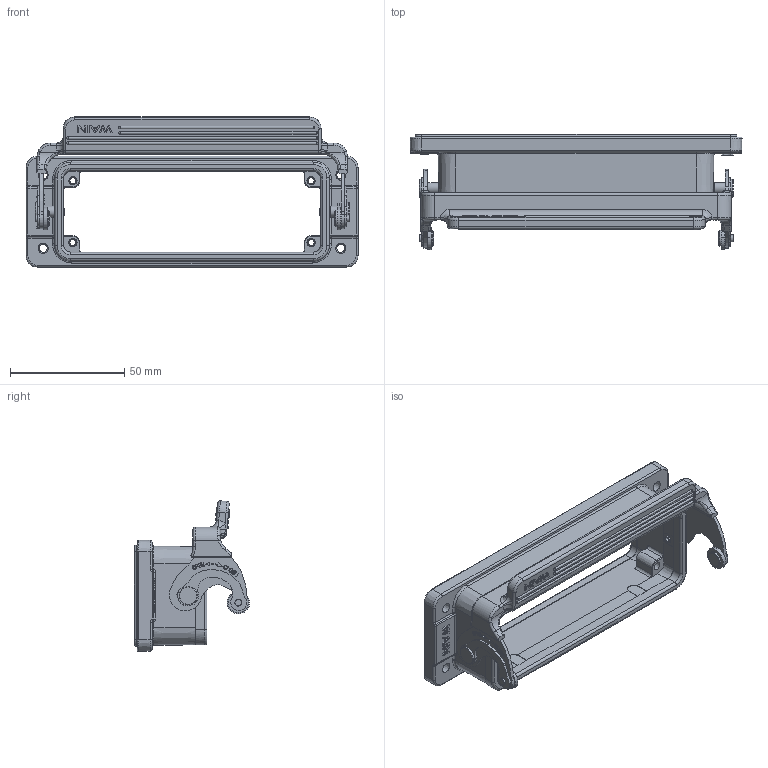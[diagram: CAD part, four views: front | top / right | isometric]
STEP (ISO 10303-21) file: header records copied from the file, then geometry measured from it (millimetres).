
FILE_DESCRIPTION(/* description */ (''),/* implementation_level */ '2;1');
FILE_NAME(/* name */ '3D_1241243211101_WV24B-BK-1L_SC_V1.1.stp',/* time_stamp */ '2023-12-16T14:29:03+08:00',/* author */ (''),/* organization */ (''),/* preprocessor_version */ 'ST-DEVELOPER v18.1',/* originating_system */ 'SIEMENS PLM Software NX 1980',/* authorisation */ '');
FILE_SCHEMA (('AP203_CONFIGURATION_CONTROLLED_3D_DESIGN_OF_MECHANICAL_PARTS_AND_ASSEMBLIES_MIM_LF { 1 0 10303 403 2 1 2}'));
Products named in the file (5): MANIFOLD_SOLID_BREP_47927; MANIFOLD_SOLID_BREP_47723; BREP_WITH_VOIDS_47519; 24B-TPR_32_1_1; 3D_1241243211101_WV24B-BK-1L_SC_V1.0_stp
Assembly tree (4 placements, depth 2):
  3D_1241243211101_WV24B-BK-1L_SC_V1.0_stp
    24B-TPR_32_1_1
    BREP_WITH_VOIDS_47519
    MANIFOLD_SOLID_BREP_47723
    MANIFOLD_SOLID_BREP_47927
Bounding box: 144.99 x 50.24 x 65.66 mm (x, y, z)
Volume: 67822.5 mm3; surface area: 57058.4 mm2
Topology: 4 solids, 12 shells, 1661 faces, 4501 edges, 2874 vertices
Faces by surface type: plane 697, cylinder 650, torus 114, cone 82, sphere 58, extrusion 36, bspline 24
Full cylindrical faces by diameter (mm): 1.9 x2, 2.95 x4, 3 x4, 3.5 x4, 4.5 x4, 4.8 x2, 4.9 x2, 5 x2, 7 x2, 8 x2
Entity records: 59120 total; most frequent: CARTESIAN_POINT 14910, ORIENTED_EDGE 8724, DIRECTION 8217, EDGE_CURVE 4362, AXIS2_PLACEMENT_3D 3042, VERTEX_POINT 2842, VECTOR 2133, LINE 2097
